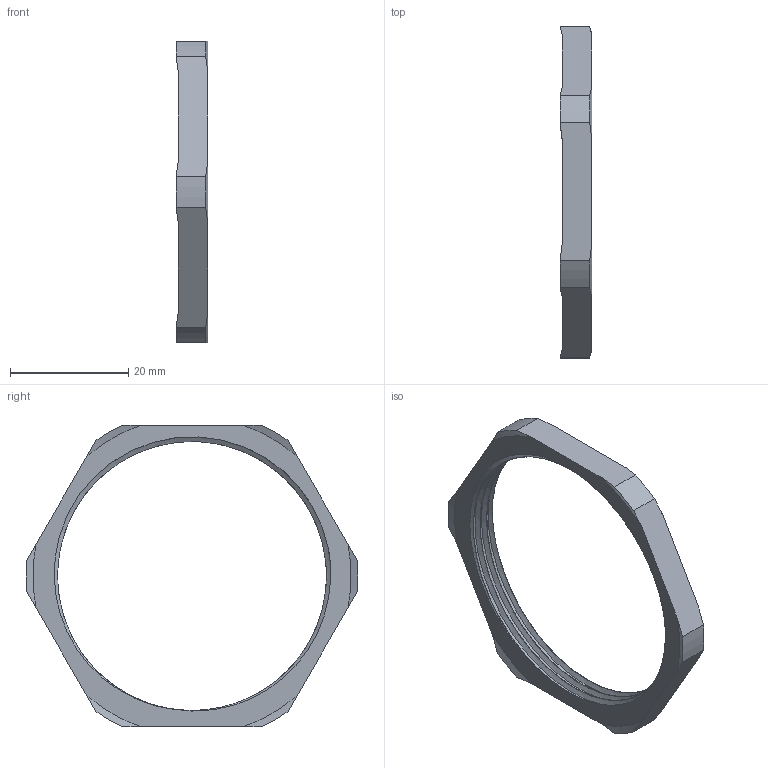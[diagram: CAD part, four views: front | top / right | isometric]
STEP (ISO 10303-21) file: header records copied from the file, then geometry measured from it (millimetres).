
FILE_DESCRIPTION(/* description */ ('Sechskantmutter PG36 - Bimed'),/* implementation_level */ '2;1');
FILE_NAME(/* name */ '61016436-RST.stp',/* time_stamp */ '2023-05-24T09:38:44+02:00',/* author */ ('sl'),/* organization */ (''),/* preprocessor_version */ 'ST-DEVELOPER v16.5',/* originating_system */ 'Autodesk Inventor 2017',/* authorisation */ '');
FILE_SCHEMA (('AUTOMOTIVE_DESIGN { 1 0 10303 214 3 1 1 }'));
Length unit declared in the file: millimetre
Products named in the file (1): 61016436
Bounding box: 5.4 x 56.07 x 51 mm (x, y, z)
Volume: 2652.5 mm3; surface area: 3036.8 mm2
Topology: 1 solids, 1 shells, 30 faces, 84 edges, 56 vertices
Faces by surface type: cone 12, plane 8, cylinder 8, bspline 2
Entity records: 1638 total; most frequent: CARTESIAN_POINT 893, ORIENTED_EDGE 168, DIRECTION 138, EDGE_CURVE 84, AXIS2_PLACEMENT_3D 57, VERTEX_POINT 56, EDGE_LOOP 32, FACE_OUTER_BOUND 30
